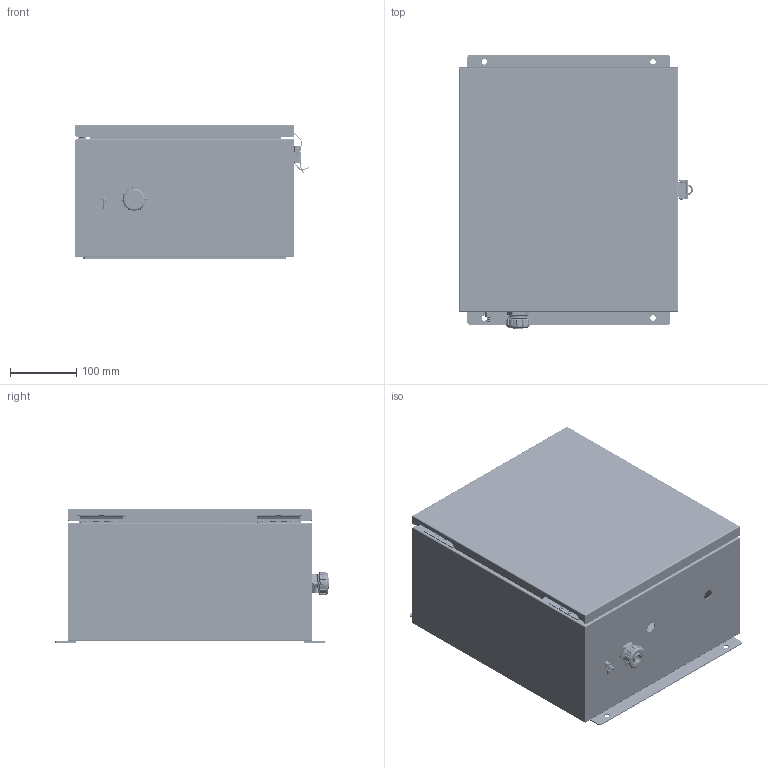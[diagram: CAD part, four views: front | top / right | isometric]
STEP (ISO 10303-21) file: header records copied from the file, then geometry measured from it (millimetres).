
FILE_DESCRIPTION (( 'STEP AP214' ), '1' );
FILE_NAME ('NBSS141207-E00.step', '2020-03-18T19:12:14', ( '' ), ( '' ), 'SwSTEP 2.0', 'SolidWorks 2018', '' );
FILE_SCHEMA (( 'AUTOMOTIVE_DESIGN' ));
Length unit declared in the file: inch
Products named in the file (39): NBSS141207; XFS-0020_91735A827; NBSS_integra_hinge pin; XC-0003_.06 panel; XCTB-0002; NBSS141207_lid; XFN-0003; 1AJ09-063; NBSS_integra_box hinge; XF1056-01; 9912562-82-10_1; XFS-0017; MJSCVR; XCT-0005; RIVET_LONG_12DIA_1; 91115A288_18-8 SS FF THD HEX STDF_91115A288; 1AM07-189; NBSS_integra_lid hinge; XF797-02; NBSS141207_box; XFW-0002; NBSS_integra_latch; XMH-0041; NBSS_integra_box brkt; 10-32 stud^NBSS141207_box assy; XNBSS141207-01; XFS-0032_91735A151; NBSS141207_box assy; NBSS141207_lid assy; NBSS141207-E00; NBSS_integra_csink wshr; NBSS_integra_L-com mtg flange; NBSS_integra_gnd stud; XMH-0007; XFS-0026; XFS-0059; RIVET_SHORT_12DIA_1; NBSS_integra_fhscr_91771A830_10-32 x .62lg; XFN-0013
Assembly tree (74 placements, depth 6):
  NBSS141207-E00
    XNBSS141207-01
      NBSS141207
        NBSS141207_box assy
          NBSS141207_box
          NBSS_integra_box hinge  x2
          NBSS_integra_fhscr_91771A830_10-32 x .62lg  x4
          NBSS_integra_box brkt  x2
          NBSS_integra_csink wshr  x4
          NBSS_integra_hinge pin  x2
          NBSS_integra_latch
            9912562-82-10_1
            RIVET_LONG_12DIA_1
            RIVET_SHORT_12DIA_1  x2
          NBSS_integra_gnd stud
          10-32 stud^NBSS141207_box assy
          91115A288_18-8 SS FF THD HEX STDF_91115A288  x4
          NBSS_integra_L-com mtg flange  x2
        NBSS141207_lid assy
          NBSS141207_lid
          NBSS_integra_lid hinge  x2
          NBSS_integra_gnd stud
    XC-0003_.06 panel
    XFS-0026
    1AJ09-063  x2
    XCT-0005  x2
    XFN-0003  x2
    XFW-0002  x5
    XF1056-01
    XFS-0020_91735A827  x4
    XMH-0007  x4
    XFS-0032_91735A151  x2
    XCTB-0002
    XFN-0013  x2
    XF797-02
    XFS-0017  x4
    1AM07-189
    MJSCVR  x2
    XMH-0041
    XFS-0059  x2
Bounding box: 352.42 x 412.75 x 200.69 mm (x, y, z)
Volume: 1256973.5 mm3; surface area: 1464385.3 mm2
Topology: 75 solids, 77 shells, 5388 faces, 13772 edges, 8595 vertices
Faces by surface type: cylinder 1883, plane 1722, cone 1367, torus 224, bspline 156, sphere 36
Entity records: 129655 total; most frequent: CARTESIAN_POINT 34739, ORIENTED_EDGE 16090, DIRECTION 15756, EDGE_CURVE 8045, AXIS2_PLACEMENT_3D 5758, VERTEX_POINT 5055, LINE 4240, VECTOR 4240
